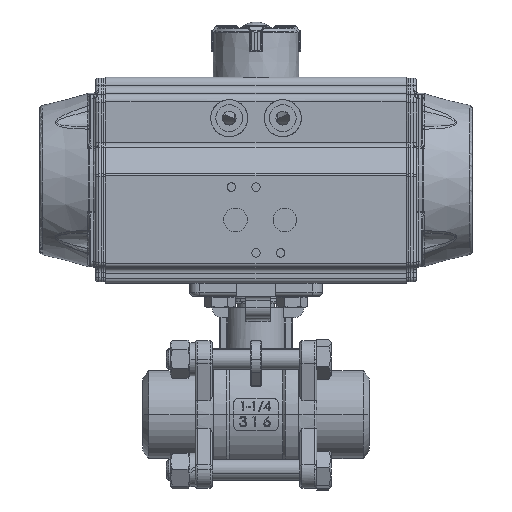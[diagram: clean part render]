
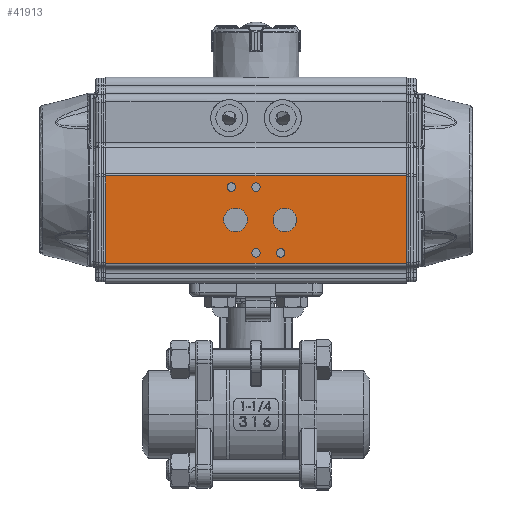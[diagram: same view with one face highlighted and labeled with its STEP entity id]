
A CAD part, top view. The second image highlights one B-rep face of the part: STEP entity #41913.
In plain terms, the highlighted face is planar.
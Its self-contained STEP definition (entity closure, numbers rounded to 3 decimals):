
#4723=CIRCLE('',#45436,2.067);
#4724=CIRCLE('',#45437,2.067);
#4725=CIRCLE('',#45438,2.067);
#4726=CIRCLE('',#45439,2.067);
#4727=CIRCLE('',#45440,5.723);
#4728=CIRCLE('',#45441,5.723);
#12136=ORIENTED_EDGE('',*,*,#21702,.T.);
#12137=ORIENTED_EDGE('',*,*,#21703,.T.);
#12138=ORIENTED_EDGE('',*,*,#21704,.T.);
#12139=ORIENTED_EDGE('',*,*,#21705,.T.);
#12140=ORIENTED_EDGE('',*,*,#21706,.T.);
#12141=ORIENTED_EDGE('',*,*,#21707,.T.);
#12142=ORIENTED_EDGE('',*,*,#21708,.F.);
#12143=ORIENTED_EDGE('',*,*,#21701,.T.);
#12144=ORIENTED_EDGE('',*,*,#21709,.T.);
#12145=ORIENTED_EDGE('',*,*,#21671,.T.);
#21671=EDGE_CURVE('',#26863,#26862,#30146,.T.);
#21701=EDGE_CURVE('',#26887,#26888,#30163,.T.);
#21702=EDGE_CURVE('',#26889,#26889,#4723,.T.);
#21703=EDGE_CURVE('',#26890,#26890,#4724,.T.);
#21704=EDGE_CURVE('',#26891,#26891,#4725,.T.);
#21705=EDGE_CURVE('',#26892,#26892,#4726,.T.);
#21706=EDGE_CURVE('',#26893,#26893,#4727,.T.);
#21707=EDGE_CURVE('',#26894,#26894,#4728,.T.);
#21708=EDGE_CURVE('',#26887,#26862,#30164,.T.);
#21709=EDGE_CURVE('',#26888,#26863,#30165,.T.);
#26862=VERTEX_POINT('',#85725);
#26863=VERTEX_POINT('',#85727);
#26887=VERTEX_POINT('',#85787);
#26888=VERTEX_POINT('',#85789);
#26889=VERTEX_POINT('',#85793);
#26890=VERTEX_POINT('',#85795);
#26891=VERTEX_POINT('',#85797);
#26892=VERTEX_POINT('',#85799);
#26893=VERTEX_POINT('',#85801);
#26894=VERTEX_POINT('',#85803);
#30146=LINE('',#85726,#32463);
#30163=LINE('',#85790,#32480);
#30164=LINE('',#85804,#32481);
#30165=LINE('',#85805,#32482);
#32463=VECTOR('',#52281,1000.);
#32480=VECTOR('',#52340,1000.);
#32481=VECTOR('',#52355,1000.);
#32482=VECTOR('',#52356,1000.);
#34990=EDGE_LOOP('',(#12136));
#34991=EDGE_LOOP('',(#12137));
#34992=EDGE_LOOP('',(#12138));
#34993=EDGE_LOOP('',(#12139));
#34994=EDGE_LOOP('',(#12140));
#34995=EDGE_LOOP('',(#12141));
#34996=EDGE_LOOP('',(#12142,#12143,#12144,#12145));
#38091=FACE_BOUND('',#34990,.T.);
#38092=FACE_BOUND('',#34991,.T.);
#38093=FACE_BOUND('',#34992,.T.);
#38094=FACE_BOUND('',#34993,.T.);
#38095=FACE_BOUND('',#34994,.T.);
#38096=FACE_BOUND('',#34995,.T.);
#38097=FACE_BOUND('',#34996,.T.);
#40280=PLANE('',#45435);
#41913=ADVANCED_FACE('',(#38091,#38092,#38093,#38094,#38095,#38096,#38097),
#40280,.T.);
#45435=AXIS2_PLACEMENT_3D('',#85791,#52341,#52342);
#45436=AXIS2_PLACEMENT_3D('',#85792,#52343,#52344);
#45437=AXIS2_PLACEMENT_3D('',#85794,#52345,#52346);
#45438=AXIS2_PLACEMENT_3D('',#85796,#52347,#52348);
#45439=AXIS2_PLACEMENT_3D('',#85798,#52349,#52350);
#45440=AXIS2_PLACEMENT_3D('',#85800,#52351,#52352);
#45441=AXIS2_PLACEMENT_3D('',#85802,#52353,#52354);
#52281=DIRECTION('',(0.,0.,1.));
#52340=DIRECTION('',(0.,0.,-1.));
#52341=DIRECTION('',(1.,0.,0.));
#52342=DIRECTION('',(0.,0.,-1.));
#52343=DIRECTION('',(-1.,0.,0.));
#52344=DIRECTION('',(0.,0.,-1.));
#52345=DIRECTION('',(-1.,0.,0.));
#52346=DIRECTION('',(0.,0.,-1.));
#52347=DIRECTION('',(-1.,0.,0.));
#52348=DIRECTION('',(0.,0.,-1.));
#52349=DIRECTION('',(-1.,0.,0.));
#52350=DIRECTION('',(0.,0.,-1.));
#52351=DIRECTION('',(-1.,0.,0.));
#52352=DIRECTION('',(0.,0.,-1.));
#52353=DIRECTION('',(-1.,0.,0.));
#52354=DIRECTION('',(0.,0.,-1.));
#52355=DIRECTION('',(0.,1.,0.));
#52356=DIRECTION('',(0.,1.,0.));
#85725=CARTESIAN_POINT('',(52.,1.877,146.));
#85726=CARTESIAN_POINT('',(52.,1.877,0.));
#85727=CARTESIAN_POINT('',(52.,1.877,0.));
#85787=CARTESIAN_POINT('',(52.,-40.5,146.));
#85789=CARTESIAN_POINT('',(52.,-40.5,0.));
#85790=CARTESIAN_POINT('',(52.,-40.5,0.));
#85791=CARTESIAN_POINT('',(52.,-40.5,0.));
#85792=CARTESIAN_POINT('',(52.,-35.5,73.));
#85793=CARTESIAN_POINT('',(52.,-35.5,70.933));
#85794=CARTESIAN_POINT('',(52.,-3.5,73.));
#85795=CARTESIAN_POINT('',(52.,-3.5,70.933));
#85796=CARTESIAN_POINT('',(52.,-3.5,85.));
#85797=CARTESIAN_POINT('',(52.,-3.5,82.933));
#85798=CARTESIAN_POINT('',(52.,-35.5,61.));
#85799=CARTESIAN_POINT('',(52.,-35.5,58.933));
#85800=CARTESIAN_POINT('',(52.,-19.5,82.961));
#85801=CARTESIAN_POINT('',(52.,-19.5,77.238));
#85802=CARTESIAN_POINT('',(52.,-19.5,58.961));
#85803=CARTESIAN_POINT('',(52.,-19.5,53.238));
#85804=CARTESIAN_POINT('',(52.,-3.019,146.));
#85805=CARTESIAN_POINT('',(52.,-3.019,0.));
